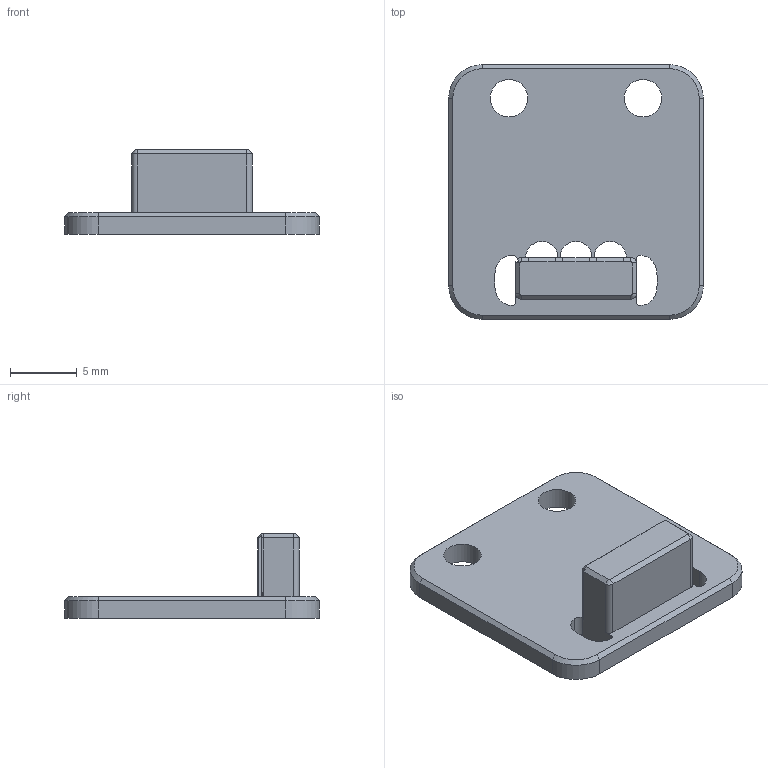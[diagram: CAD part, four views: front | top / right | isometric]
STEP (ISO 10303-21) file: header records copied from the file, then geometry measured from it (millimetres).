
FILE_DESCRIPTION(('HOOPS Exchange Step'),'2;1');
FILE_NAME('名称未設定.stp','2025-02-09T23:59:43+09:00',('hayashi'),('Unknown organisation'),'HOOPS Exchange 2023.2','HOOPS Exchange','Unknown authorisation');
FILE_SCHEMA( ('AP203_CONFIGURATION_CONTROLLED_3D_DESIGN_OF_MECHANICAL_PARTS_AND_ASSEMBLIES_MIM_LF') );
Length unit declared in the file: millimetre
Products named in the file (1): Board
Bounding box: 19 x 19 x 6.3 mm (x, y, z)
Volume: 648.3 mm3; surface area: 949.6 mm2
Topology: 1 solids, 1 shells, 64 faces, 171 edges, 105 vertices
Faces by surface type: plane 34, cylinder 18, cone 8, bspline 4
Full cylindrical faces by diameter (mm): 2.8 x2
Entity records: 2291 total; most frequent: CARTESIAN_POINT 671, ORIENTED_EDGE 342, DIRECTION 319, EDGE_CURVE 171, VECTOR 111, LINE 111, VERTEX_POINT 105, AXIS2_PLACEMENT_3D 104
